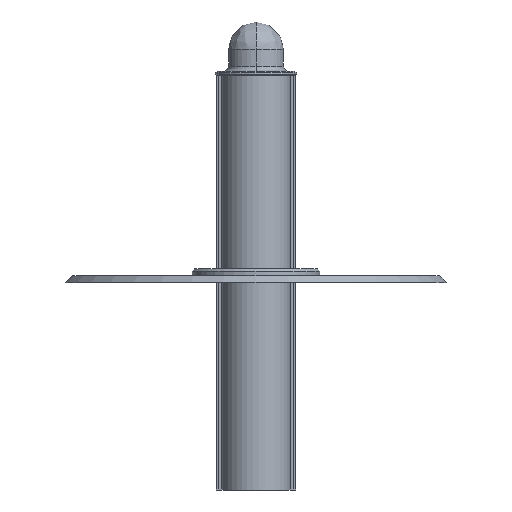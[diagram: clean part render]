
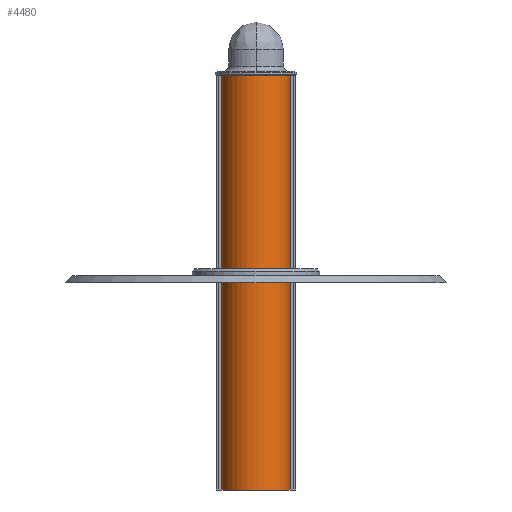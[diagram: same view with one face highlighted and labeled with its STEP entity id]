
A CAD part, front view. The second image highlights one B-rep face of the part: STEP entity #4480.
In plain terms, the highlighted cylindrical face has radius 25 mm (diameter 50 mm), a partial arc.
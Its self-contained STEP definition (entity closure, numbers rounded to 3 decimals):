
#3992=CARTESIAN_POINT('',(0.,0.,-151.65));
#3993=DIRECTION('',(0.,0.,1.));
#3994=DIRECTION('',(-0.995,-0.101,0.));
#3995=AXIS2_PLACEMENT_3D('',#3992,#3993,#3994);
#4076=CARTESIAN_POINT('',(0.,0.,151.65));
#4077=DIRECTION('',(0.,0.,1.));
#4078=DIRECTION('',(-0.995,-0.101,0.));
#4079=AXIS2_PLACEMENT_3D('',#4076,#4077,#4078);
#4137=DIRECTION('',(0.,0.,1.));
#4138=VECTOR('',#4137,303.3);
#4139=CARTESIAN_POINT('',(24.871,-2.532,-151.65));
#4140=LINE('',#4139,#4138);
#4141=DIRECTION('',(0.,0.,1.));
#4142=VECTOR('',#4141,303.3);
#4143=CARTESIAN_POINT('',(-24.871,-2.532,-151.65));
#4144=LINE('',#4143,#4142);
#4193=CARTESIAN_POINT('',(-24.871,-2.532,-151.65));
#4194=VERTEX_POINT('',#4193);
#4195=CARTESIAN_POINT('',(24.871,-2.532,-151.65));
#4196=VERTEX_POINT('',#4195);
#4229=CARTESIAN_POINT('',(-24.871,-2.532,151.65));
#4230=VERTEX_POINT('',#4229);
#4231=CARTESIAN_POINT('',(24.871,-2.532,151.65));
#4232=VERTEX_POINT('',#4231);
#4468=CARTESIAN_POINT('',(0.,0.,-151.65));
#4469=DIRECTION('',(0.,0.,1.));
#4470=DIRECTION('',(1.,0.,0.));
#4471=AXIS2_PLACEMENT_3D('',#4468,#4469,#4470);
#4472=CYLINDRICAL_SURFACE('',#4471,25.);
#4473=ORIENTED_EDGE('',*,*,#4266,.F.);
#4475=ORIENTED_EDGE('',*,*,#4474,.T.);
#4476=ORIENTED_EDGE('',*,*,#4340,.T.);
#4477=ORIENTED_EDGE('',*,*,#4461,.F.);
#4478=EDGE_LOOP('',(#4473,#4475,#4476,#4477));
#4479=FACE_OUTER_BOUND('',#4478,.F.);
#4480=ADVANCED_FACE('',(#4479),#4472,.T.);
#3996=CIRCLE('',#3995,25.);
#4080=CIRCLE('',#4079,25.);
#4266=EDGE_CURVE('',#4194,#4196,#3996,.T.);
#4340=EDGE_CURVE('',#4230,#4232,#4080,.T.);
#4461=EDGE_CURVE('',#4196,#4232,#4140,.T.);
#4474=EDGE_CURVE('',#4194,#4230,#4144,.T.);
